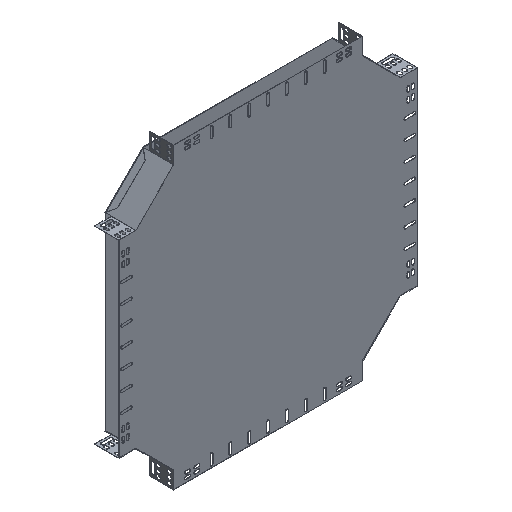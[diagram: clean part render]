
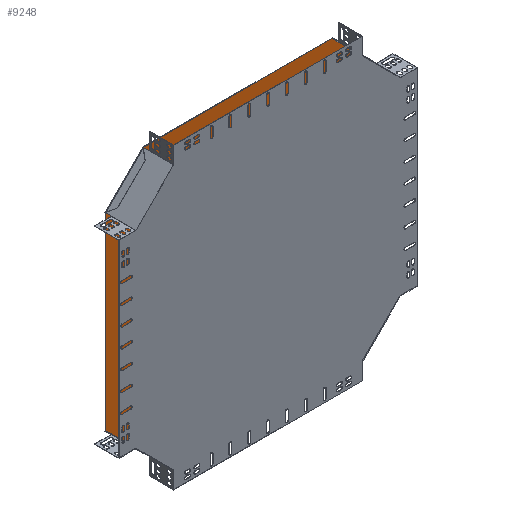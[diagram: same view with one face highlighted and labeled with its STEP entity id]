
A CAD part, isometric view. The second image highlights one B-rep face of the part: STEP entity #9248.
In plain terms, the highlighted planar face has unit normal (0, -1, 0).
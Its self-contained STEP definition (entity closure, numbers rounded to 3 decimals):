
#416 = CARTESIAN_POINT ( 'NONE',  ( -342.337, 189.964, 255.051 ) ) ;
#693 = PLANE ( 'NONE',  #1930 ) ;
#886 = CARTESIAN_POINT ( 'NONE',  ( 359.263, 189.964, 255.051 ) ) ;
#1027 = CARTESIAN_POINT ( 'NONE',  ( 259.263, 189.964, -346.549 ) ) ;
#1349 = EDGE_CURVE ( 'NONE', #5957, #3591, #11025, .T. ) ;
#1804 = EDGE_CURVE ( 'NONE', #11079, #5891, #9682, .T. ) ;
#1930 = AXIS2_PLACEMENT_3D ( 'NONE', #12310, #10880, #2138 ) ;
#2138 = DIRECTION ( 'NONE',  ( 0., 0., -1. ) ) ;
#2186 = LINE ( 'NONE', #6709, #2218 ) ;
#2218 = VECTOR ( 'NONE', #11200, 1000. ) ;
#3430 = CARTESIAN_POINT ( 'NONE',  ( 259.263, 189.964, -346.549 ) ) ;
#3448 = EDGE_CURVE ( 'NONE', #5891, #9790, #5370, .T. ) ;
#3591 = VERTEX_POINT ( 'NONE', #1027 ) ;
#3611 = VECTOR ( 'NONE', #13070, 1000. ) ;
#3738 = LINE ( 'NONE', #11555, #3611 ) ;
#3838 = CARTESIAN_POINT ( 'NONE',  ( 359.263, 189.964, 255.051 ) ) ;
#4115 = CARTESIAN_POINT ( 'NONE',  ( 259.263, 189.964, 355.051 ) ) ;
#4743 = VERTEX_POINT ( 'NONE', #416 ) ;
#5302 = VECTOR ( 'NONE', #9684, 1000. ) ;
#5370 = LINE ( 'NONE', #3838, #5302 ) ;
#5530 = CARTESIAN_POINT ( 'NONE',  ( -342.337, 189.964, -246.549 ) ) ;
#5848 = CARTESIAN_POINT ( 'NONE',  ( -242.337, 189.964, 355.051 ) ) ;
#5891 = VERTEX_POINT ( 'NONE', #4115 ) ;
#5957 = VERTEX_POINT ( 'NONE', #10177 ) ;
#6709 = CARTESIAN_POINT ( 'NONE',  ( 359.263, 189.964, 255.051 ) ) ;
#7439 = VECTOR ( 'NONE', #14516, 1000. ) ;
#7475 = LINE ( 'NONE', #5530, #7439 ) ;
#8624 = VECTOR ( 'NONE', #10618, 1000. ) ;
#8771 = LINE ( 'NONE', #12121, #8624 ) ;
#9015 = DIRECTION ( 'NONE',  ( -0.707, 0., -0.707 ) ) ;
#9203 = EDGE_CURVE ( 'NONE', #3591, #10454, #16170, .T. ) ;
#9248 = ADVANCED_FACE ( 'NONE', ( #16029 ), #693, .T. ) ;
#9576 = VECTOR ( 'NONE', #17728, 1000. ) ;
#9682 = LINE ( 'NONE', #16186, #9576 ) ;
#9684 = DIRECTION ( 'NONE',  ( 0.707, 0., -0.707 ) ) ;
#9790 = VERTEX_POINT ( 'NONE', #886 ) ;
#10177 = CARTESIAN_POINT ( 'NONE',  ( 359.263, 189.964, -246.549 ) ) ;
#10427 = EDGE_LOOP ( 'NONE', ( #14860, #15516, #16469, #16961, #17180, #17703, #17906, #19036 ) ) ;
#10454 = VERTEX_POINT ( 'NONE', #18156 ) ;
#10618 = DIRECTION ( 'NONE',  ( 0.707, 0., 0.707 ) ) ;
#10780 = CARTESIAN_POINT ( 'NONE',  ( -342.337, 189.964, -246.549 ) ) ;
#10880 = DIRECTION ( 'NONE',  ( 0., -1., 0. ) ) ;
#10989 = VECTOR ( 'NONE', #9015, 1000. ) ;
#11025 = LINE ( 'NONE', #16516, #10989 ) ;
#11079 = VERTEX_POINT ( 'NONE', #5848 ) ;
#11174 = EDGE_CURVE ( 'NONE', #4743, #11079, #8771, .T. ) ;
#11200 = DIRECTION ( 'NONE',  ( 0., 0., -1. ) ) ;
#11466 = EDGE_CURVE ( 'NONE', #10454, #15064, #7475, .T. ) ;
#11555 = CARTESIAN_POINT ( 'NONE',  ( -342.337, 189.964, -246.549 ) ) ;
#12121 = CARTESIAN_POINT ( 'NONE',  ( -242.337, 189.964, 355.051 ) ) ;
#12248 = DIRECTION ( 'NONE',  ( -1., 0., 0. ) ) ;
#12310 = CARTESIAN_POINT ( 'NONE',  ( -593.137, 189.964, 4.251 ) ) ;
#12572 = EDGE_CURVE ( 'NONE', #15064, #4743, #3738, .T. ) ;
#12998 = EDGE_CURVE ( 'NONE', #9790, #5957, #2186, .T. ) ;
#13070 = DIRECTION ( 'NONE',  ( 0., 0., 1. ) ) ;
#14516 = DIRECTION ( 'NONE',  ( -0.707, 0., 0.707 ) ) ;
#14860 = ORIENTED_EDGE ( 'NONE', *, *, #11174, .F. ) ;
#15064 = VERTEX_POINT ( 'NONE', #10780 ) ;
#15516 = ORIENTED_EDGE ( 'NONE', *, *, #12572, .F. ) ;
#16029 = FACE_OUTER_BOUND ( 'NONE', #10427, .T. ) ;
#16170 = LINE ( 'NONE', #3430, #16375 ) ;
#16186 = CARTESIAN_POINT ( 'NONE',  ( -242.337, 189.964, 355.051 ) ) ;
#16375 = VECTOR ( 'NONE', #12248, 1000. ) ;
#16469 = ORIENTED_EDGE ( 'NONE', *, *, #11466, .F. ) ;
#16516 = CARTESIAN_POINT ( 'NONE',  ( 259.263, 189.964, -346.549 ) ) ;
#16961 = ORIENTED_EDGE ( 'NONE', *, *, #9203, .F. ) ;
#17180 = ORIENTED_EDGE ( 'NONE', *, *, #1349, .F. ) ;
#17703 = ORIENTED_EDGE ( 'NONE', *, *, #12998, .F. ) ;
#17728 = DIRECTION ( 'NONE',  ( 1., 0., 0. ) ) ;
#17906 = ORIENTED_EDGE ( 'NONE', *, *, #3448, .F. ) ;
#18156 = CARTESIAN_POINT ( 'NONE',  ( -242.337, 189.964, -346.549 ) ) ;
#19036 = ORIENTED_EDGE ( 'NONE', *, *, #1804, .F. ) ;
